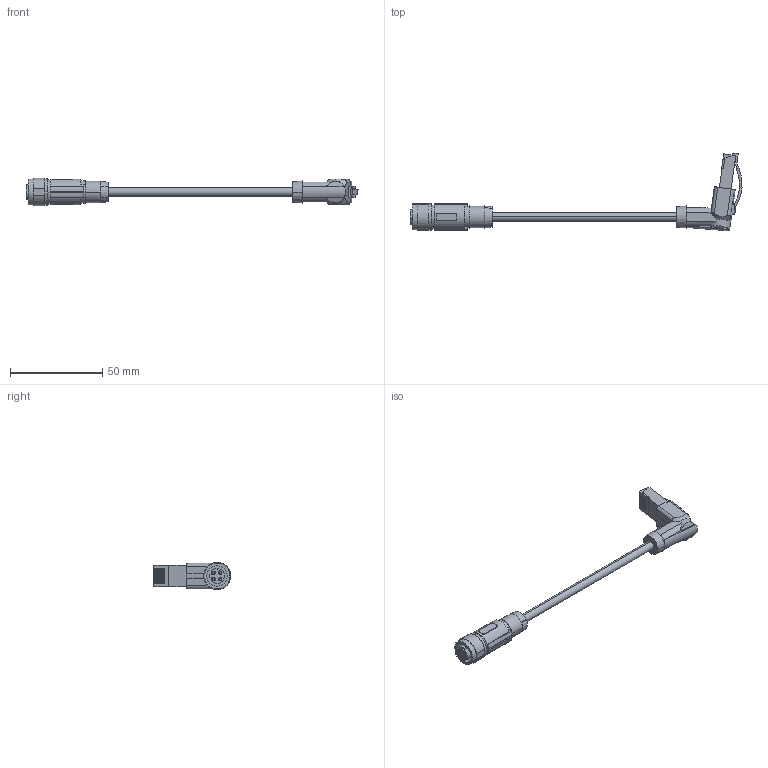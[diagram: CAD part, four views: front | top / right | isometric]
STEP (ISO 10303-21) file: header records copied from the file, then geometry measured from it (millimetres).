
FILE_DESCRIPTION(('SolidDesigner STEP Export'),'2;1');
FILE_NAME('1407536_NBC_FSD__1.0_93B_R4ACR_SCO-select.stp','2013-04-11T13:49:14',(''),(''),'Creo Elements/Direct Modeling STEP processor for AP214 (Solid Model)','Creo Elements/Direct Modeling 18.1 06-May-2012 (C) Parametric Technology GmbH','');
FILE_SCHEMA(('AUTOMOTIVE_DESIGN { 1 0 10303 214 1 1 1 1 }'));
Length unit declared in the file: millimetre
Products named in the file (1): 1407536_NBC_FSD__1.0_93B_R4ACR_SCO-select
Bounding box: 179.77 x 42.16 x 14.79 mm (x, y, z)
Volume: 14000.8 mm3; surface area: 7225.3 mm2
Topology: 1 solids, 1 shells, 247 faces, 672 edges, 440 vertices
Faces by surface type: plane 170, cylinder 61, cone 16
Entity records: 10935 total; most frequent: CARTESIAN_POINT 2984, ORIENTED_EDGE 1344, DIRECTION 1097, EDGE_CURVE 672, VECTOR 443, LINE 443, VERTEX_POINT 440, AXIS2_PLACEMENT_3D 327
